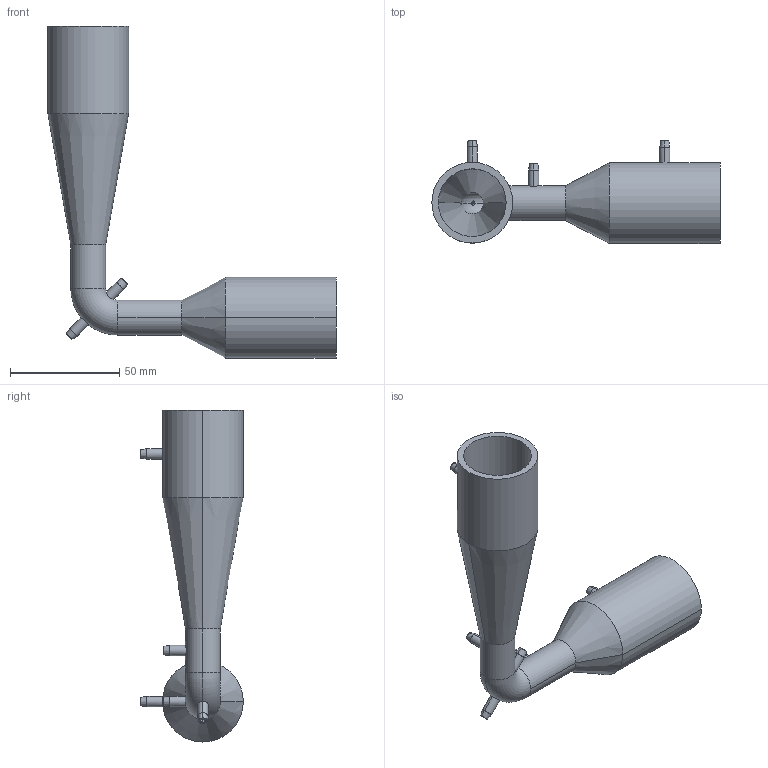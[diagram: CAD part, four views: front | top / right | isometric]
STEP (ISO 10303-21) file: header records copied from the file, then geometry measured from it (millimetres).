
FILE_DESCRIPTION (( 'STEP AP203' ), '1' );
FILE_NAME ('Venturi_2_new.STEP', '2024-10-31T15:40:04', ( '' ), ( '' ), 'SwSTEP 2.0', 'SolidWorks 2023', '' );
FILE_SCHEMA (( 'CONFIG_CONTROL_DESIGN' ));
Length unit declared in the file: millimetre
Products named in the file (1): Venturi_2_new
Bounding box: 132 x 47 x 152 mm (x, y, z)
Volume: 56927.6 mm3; surface area: 39406.5 mm2
Topology: 2 solids, 2 shells, 75 faces, 182 edges, 108 vertices
Faces by surface type: cylinder 42, cone 20, plane 8, torus 5
Entity records: 2829 total; most frequent: CARTESIAN_POINT 984, DIRECTION 378, ORIENTED_EDGE 364, EDGE_CURVE 182, AXIS2_PLACEMENT_3D 156, VERTEX_POINT 108, EDGE_LOOP 88, CIRCLE 80
